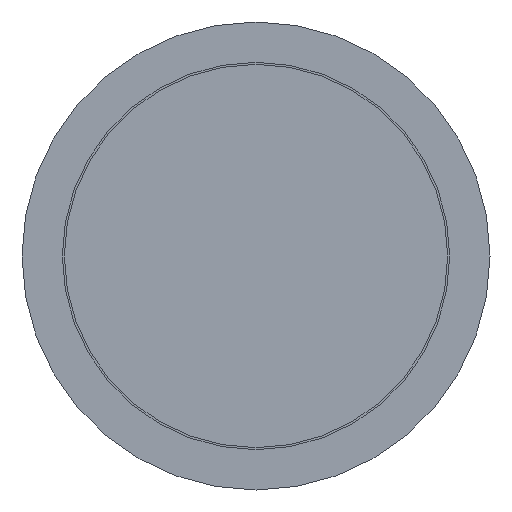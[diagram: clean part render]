
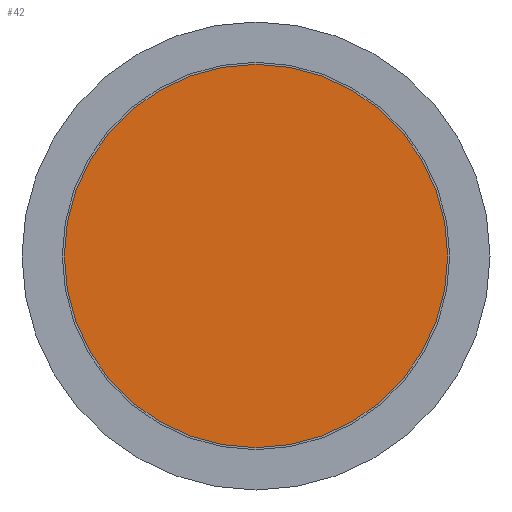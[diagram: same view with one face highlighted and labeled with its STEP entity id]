
A CAD part, front view. The second image highlights one B-rep face of the part: STEP entity #42.
In plain terms, the highlighted planar face has unit normal (0, -1, 0).
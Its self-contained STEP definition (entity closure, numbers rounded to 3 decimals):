
#42 = ADVANCED_FACE ( 'NONE', ( #62 ), #493, .F. ) ;
#44 = CIRCLE ( 'NONE', #371, 23.75 ) ;
#62 = FACE_OUTER_BOUND ( 'NONE', #320, .T. ) ;
#81 = EDGE_CURVE ( 'NONE', #233, #233, #44, .T. ) ;
#113 = CARTESIAN_POINT ( 'NONE',  ( -23.75, 0., 0. ) ) ;
#228 = AXIS2_PLACEMENT_3D ( 'NONE', #113, #272, #370 ) ;
#233 = VERTEX_POINT ( 'NONE', #359 ) ;
#240 = DIRECTION ( 'NONE',  ( 0., -1., 0. ) ) ;
#272 = DIRECTION ( 'NONE',  ( 0., 1., 0. ) ) ;
#320 = EDGE_LOOP ( 'NONE', ( #545 ) ) ;
#359 = CARTESIAN_POINT ( 'NONE',  ( 0., 0., -23.75 ) ) ;
#370 = DIRECTION ( 'NONE',  ( 0., 0., 1. ) ) ;
#371 = AXIS2_PLACEMENT_3D ( 'NONE', #452, #240, #444 ) ;
#444 = DIRECTION ( 'NONE',  ( 0., 0., -1. ) ) ;
#452 = CARTESIAN_POINT ( 'NONE',  ( 0., 0., 0. ) ) ;
#493 = PLANE ( 'NONE',  #228 ) ;
#545 = ORIENTED_EDGE ( 'NONE', *, *, #81, .T. ) ;
